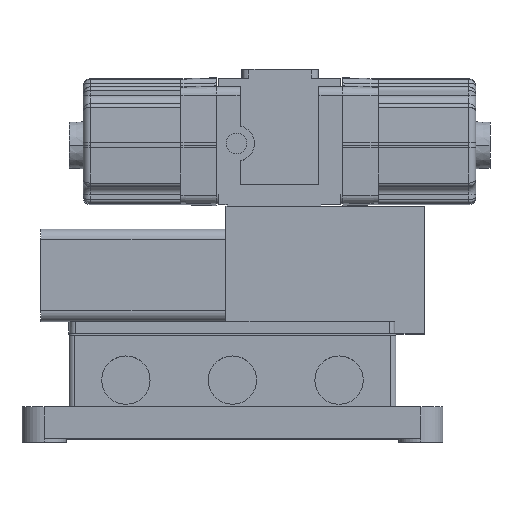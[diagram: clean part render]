
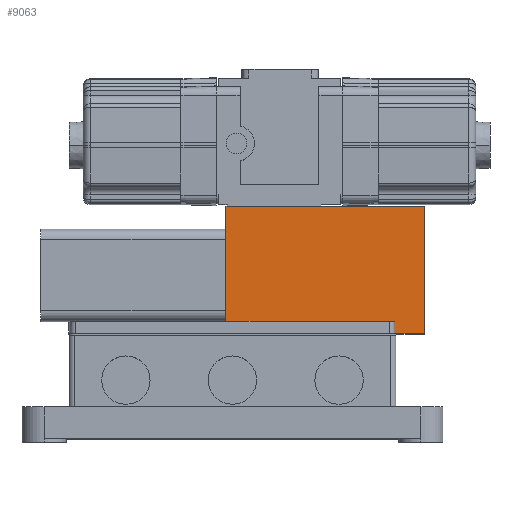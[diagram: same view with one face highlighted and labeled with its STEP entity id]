
A CAD part, top view. The second image highlights one B-rep face of the part: STEP entity #9063.
In plain terms, the highlighted planar face has unit normal (0, 0, 1).
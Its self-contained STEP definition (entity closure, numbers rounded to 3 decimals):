
#94 = CARTESIAN_POINT ( 'NONE',  ( -4., 98., 33. ) ) ;
#151 = VERTEX_POINT ( 'NONE', #9998 ) ;
#266 = LINE ( 'NONE', #4321, #11715 ) ;
#377 = CARTESIAN_POINT ( 'NONE',  ( -4., 98., 33. ) ) ;
#443 = EDGE_CURVE ( 'NONE', #11099, #8951, #4086, .T. ) ;
#539 = LINE ( 'NONE', #11607, #6909 ) ;
#582 = CARTESIAN_POINT ( 'NONE',  ( 91.454, 33., 33. ) ) ;
#599 = CARTESIAN_POINT ( 'NONE',  ( 50., 98., 33. ) ) ;
#923 = VERTEX_POINT ( 'NONE', #12462 ) ;
#1371 = ORIENTED_EDGE ( 'NONE', *, *, #9851, .F. ) ;
#1525 = VERTEX_POINT ( 'NONE', #582 ) ;
#1616 = VECTOR ( 'NONE', #3087, 1000. ) ;
#1811 = DIRECTION ( 'NONE',  ( 0., -1., 0. ) ) ;
#1970 = DIRECTION ( 'NONE',  ( 1., 0., 0. ) ) ;
#1972 = ORIENTED_EDGE ( 'NONE', *, *, #5385, .F. ) ;
#2025 = EDGE_CURVE ( 'NONE', #8951, #923, #5150, .T. ) ;
#2261 = CARTESIAN_POINT ( 'NONE',  ( -3., 98., 33. ) ) ;
#2343 = DIRECTION ( 'NONE',  ( 1., 0., 0. ) ) ;
#2388 = PLANE ( 'NONE',  #9792 ) ;
#2940 = VECTOR ( 'NONE', #11356, 1000. ) ;
#3087 = DIRECTION ( 'NONE',  ( 1., 0., 0. ) ) ;
#3088 = EDGE_CURVE ( 'NONE', #5498, #8969, #8807, .T. ) ;
#3212 = VECTOR ( 'NONE', #4752, 1000. ) ;
#3338 = CARTESIAN_POINT ( 'NONE',  ( 91.454, 33., 33. ) ) ;
#3564 = CARTESIAN_POINT ( 'NONE',  ( 88.292, 33., 33. ) ) ;
#3750 = CARTESIAN_POINT ( 'NONE',  ( -4., 98., 33. ) ) ;
#4086 = LINE ( 'NONE', #4946, #1616 ) ;
#4204 = DIRECTION ( 'NONE',  ( 0., 1., 0. ) ) ;
#4312 = ORIENTED_EDGE ( 'NONE', *, *, #3088, .F. ) ;
#4321 = CARTESIAN_POINT ( 'NONE',  ( -4., 98., 33. ) ) ;
#4426 = DIRECTION ( 'NONE',  ( 0., 0., 1. ) ) ;
#4449 = EDGE_LOOP ( 'NONE', ( #8162, #6218, #10728, #1371, #7428, #1972, #4312, #10243, #7573 ) ) ;
#4626 = DIRECTION ( 'NONE',  ( 0., -1., 0. ) ) ;
#4704 = VERTEX_POINT ( 'NONE', #8888 ) ;
#4752 = DIRECTION ( 'NONE',  ( -1., 0., 0. ) ) ;
#4946 = CARTESIAN_POINT ( 'NONE',  ( -4., 26., 33. ) ) ;
#5150 = LINE ( 'NONE', #8141, #10365 ) ;
#5385 = EDGE_CURVE ( 'NONE', #8969, #5986, #6330, .T. ) ;
#5498 = VERTEX_POINT ( 'NONE', #12867 ) ;
#5719 = EDGE_CURVE ( 'NONE', #5498, #151, #7851, .T. ) ;
#5986 = VERTEX_POINT ( 'NONE', #599 ) ;
#6218 = ORIENTED_EDGE ( 'NONE', *, *, #443, .T. ) ;
#6330 = LINE ( 'NONE', #94, #2940 ) ;
#6909 = VECTOR ( 'NONE', #7461, 1000. ) ;
#7068 = VECTOR ( 'NONE', #11885, 1000. ) ;
#7080 = EDGE_CURVE ( 'NONE', #11099, #1525, #8451, .T. ) ;
#7298 = FACE_OUTER_BOUND ( 'NONE', #4449, .T. ) ;
#7428 = ORIENTED_EDGE ( 'NONE', *, *, #12551, .F. ) ;
#7461 = DIRECTION ( 'NONE',  ( 0., -1., 0. ) ) ;
#7573 = ORIENTED_EDGE ( 'NONE', *, *, #9117, .F. ) ;
#7851 = LINE ( 'NONE', #10937, #10187 ) ;
#8141 = CARTESIAN_POINT ( 'NONE',  ( -4., 26., 33. ) ) ;
#8162 = ORIENTED_EDGE ( 'NONE', *, *, #7080, .F. ) ;
#8451 = LINE ( 'NONE', #3338, #11843 ) ;
#8807 = LINE ( 'NONE', #3750, #7068 ) ;
#8888 = CARTESIAN_POINT ( 'NONE',  ( 108., 98., 33. ) ) ;
#8951 = VERTEX_POINT ( 'NONE', #9101 ) ;
#8969 = VERTEX_POINT ( 'NONE', #2261 ) ;
#9063 = ADVANCED_FACE ( 'NONE', ( #7298 ), #2388, .T. ) ;
#9101 = CARTESIAN_POINT ( 'NONE',  ( 92., 26., 33. ) ) ;
#9117 = EDGE_CURVE ( 'NONE', #1525, #151, #12697, .T. ) ;
#9384 = CARTESIAN_POINT ( 'NONE',  ( 91.454, 26., 33. ) ) ;
#9792 = AXIS2_PLACEMENT_3D ( 'NONE', #377, #4426, #4626 ) ;
#9851 = EDGE_CURVE ( 'NONE', #4704, #923, #539, .T. ) ;
#9998 = CARTESIAN_POINT ( 'NONE',  ( -4., 33., 33. ) ) ;
#10187 = VECTOR ( 'NONE', #1811, 1000. ) ;
#10243 = ORIENTED_EDGE ( 'NONE', *, *, #5719, .T. ) ;
#10365 = VECTOR ( 'NONE', #1970, 1000. ) ;
#10728 = ORIENTED_EDGE ( 'NONE', *, *, #2025, .T. ) ;
#10937 = CARTESIAN_POINT ( 'NONE',  ( -4., 98., 33. ) ) ;
#11099 = VERTEX_POINT ( 'NONE', #9384 ) ;
#11356 = DIRECTION ( 'NONE',  ( 1., 0., 0. ) ) ;
#11607 = CARTESIAN_POINT ( 'NONE',  ( 108., 98., 33. ) ) ;
#11715 = VECTOR ( 'NONE', #2343, 1000. ) ;
#11843 = VECTOR ( 'NONE', #4204, 1000. ) ;
#11885 = DIRECTION ( 'NONE',  ( 1., 0., 0. ) ) ;
#12462 = CARTESIAN_POINT ( 'NONE',  ( 108., 26., 33. ) ) ;
#12551 = EDGE_CURVE ( 'NONE', #5986, #4704, #266, .T. ) ;
#12697 = LINE ( 'NONE', #3564, #3212 ) ;
#12867 = CARTESIAN_POINT ( 'NONE',  ( -4., 98., 33. ) ) ;
